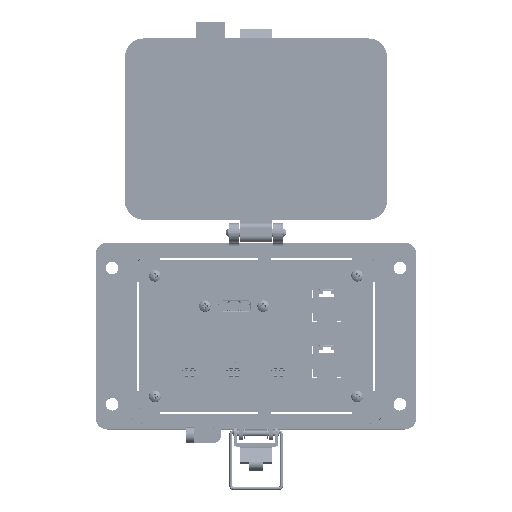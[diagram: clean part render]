
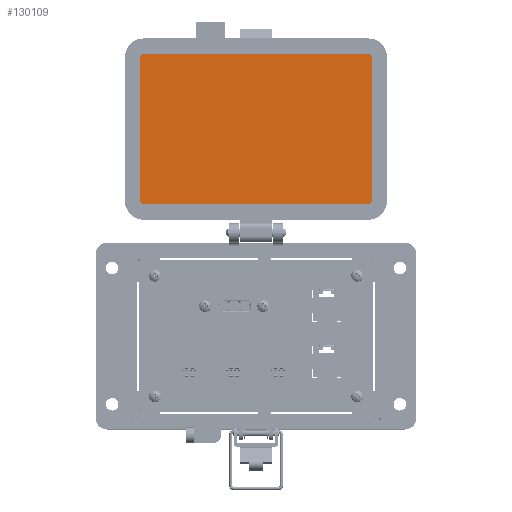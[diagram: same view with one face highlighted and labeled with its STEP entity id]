
A CAD part, top view. The second image highlights one B-rep face of the part: STEP entity #130109.
In plain terms, the highlighted planar face has unit normal (0, 0, 1).
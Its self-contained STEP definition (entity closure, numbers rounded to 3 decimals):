
#1697 = VERTEX_POINT ( 'NONE', #85997 ) ;
#2516 = EDGE_CURVE ( 'NONE', #46364, #113267, #82427, .T. ) ;
#4390 = CARTESIAN_POINT ( 'NONE',  ( 59.502, 143.334, 8.694 ) ) ;
#8227 = ORIENTED_EDGE ( 'NONE', *, *, #92306, .F. ) ;
#8453 = CARTESIAN_POINT ( 'NONE',  ( 59.502, 69.55, 8.694 ) ) ;
#9308 = CARTESIAN_POINT ( 'NONE',  ( -30.745, 145.119, 8.694 ) ) ;
#9686 = EDGE_CURVE ( 'NONE', #122873, #1697, #65146, .T. ) ;
#14759 = EDGE_LOOP ( 'NONE', ( #40223, #44491, #102898, #8227, #106302, #138501, #77626, #77252 ) ) ;
#15629 = AXIS2_PLACEMENT_3D ( 'NONE', #146522, #157940, #85524 ) ;
#20766 = CARTESIAN_POINT ( 'NONE',  ( -59.505, 69.55, 8.694 ) ) ;
#28492 = EDGE_CURVE ( 'NONE', #113267, #36290, #159597, .T. ) ;
#36290 = VERTEX_POINT ( 'NONE', #144843 ) ;
#40223 = ORIENTED_EDGE ( 'NONE', *, *, #158370, .F. ) ;
#41230 = DIRECTION ( 'NONE',  ( 0., 0., -1. ) ) ;
#42496 = LINE ( 'NONE', #68531, #117222 ) ;
#44491 = ORIENTED_EDGE ( 'NONE', *, *, #122378, .F. ) ;
#46364 = VERTEX_POINT ( 'NONE', #4390 ) ;
#52163 = EDGE_CURVE ( 'NONE', #141296, #62025, #157351, .T. ) ;
#55522 = DIRECTION ( 'NONE',  ( 0., 1., 0. ) ) ;
#57448 = CARTESIAN_POINT ( 'NONE',  ( -59.505, 143.334, 8.694 ) ) ;
#62025 = VERTEX_POINT ( 'NONE', #20766 ) ;
#65146 = LINE ( 'NONE', #114764, #70256 ) ;
#68531 = CARTESIAN_POINT ( 'NONE',  ( -57.72, 67.765, 8.694 ) ) ;
#70256 = VECTOR ( 'NONE', #78132, 1000. ) ;
#73978 = DIRECTION ( 'NONE',  ( 0., -1., 0. ) ) ;
#74224 = AXIS2_PLACEMENT_3D ( 'NONE', #122032, #109827, #73978 ) ;
#74288 = PLANE ( 'NONE',  #112749 ) ;
#75288 = CIRCLE ( 'NONE', #15629, 1.785 ) ;
#77252 = ORIENTED_EDGE ( 'NONE', *, *, #9686, .F. ) ;
#77626 = ORIENTED_EDGE ( 'NONE', *, *, #122499, .F. ) ;
#78132 = DIRECTION ( 'NONE',  ( 1., 0., 0. ) ) ;
#78611 = CARTESIAN_POINT ( 'NONE',  ( 57.717, 69.55, 8.694 ) ) ;
#79095 = LINE ( 'NONE', #116562, #140071 ) ;
#82427 = LINE ( 'NONE', #8453, #126020 ) ;
#85066 = CIRCLE ( 'NONE', #131891, 1.785 ) ;
#85524 = DIRECTION ( 'NONE',  ( 0., -1., 0. ) ) ;
#85997 = CARTESIAN_POINT ( 'NONE',  ( 57.717, 145.119, 8.694 ) ) ;
#90827 = DIRECTION ( 'NONE',  ( 0., -1., 0. ) ) ;
#92306 = EDGE_CURVE ( 'NONE', #36290, #141296, #42496, .T. ) ;
#102898 = ORIENTED_EDGE ( 'NONE', *, *, #52163, .F. ) ;
#105434 = DIRECTION ( 'NONE',  ( 0., -1., 0. ) ) ;
#106302 = ORIENTED_EDGE ( 'NONE', *, *, #28492, .F. ) ;
#107049 = CARTESIAN_POINT ( 'NONE',  ( -57.72, 143.334, 8.694 ) ) ;
#109344 = DIRECTION ( 'NONE',  ( 0., 0., 1. ) ) ;
#109758 = CARTESIAN_POINT ( 'NONE',  ( -57.72, 145.119, 8.694 ) ) ;
#109827 = DIRECTION ( 'NONE',  ( 0., 0., -1. ) ) ;
#112749 = AXIS2_PLACEMENT_3D ( 'NONE', #9308, #109344, #123927 ) ;
#113267 = VERTEX_POINT ( 'NONE', #155776 ) ;
#114764 = CARTESIAN_POINT ( 'NONE',  ( 57.717, 145.119, 8.694 ) ) ;
#116562 = CARTESIAN_POINT ( 'NONE',  ( -59.505, 143.334, 8.694 ) ) ;
#117222 = VECTOR ( 'NONE', #131149, 1000. ) ;
#117480 = DIRECTION ( 'NONE',  ( 0., -1., 0. ) ) ;
#120726 = FACE_OUTER_BOUND ( 'NONE', #14759, .T. ) ;
#122032 = CARTESIAN_POINT ( 'NONE',  ( -57.72, 69.55, 8.694 ) ) ;
#122378 = EDGE_CURVE ( 'NONE', #62025, #138100, #79095, .T. ) ;
#122499 = EDGE_CURVE ( 'NONE', #1697, #46364, #75288, .T. ) ;
#122873 = VERTEX_POINT ( 'NONE', #109758 ) ;
#123927 = DIRECTION ( 'NONE',  ( 0., -1., 0. ) ) ;
#124608 = CARTESIAN_POINT ( 'NONE',  ( -57.72, 67.765, 8.694 ) ) ;
#126020 = VECTOR ( 'NONE', #117480, 1000. ) ;
#129048 = DIRECTION ( 'NONE',  ( 0., 0., -1. ) ) ;
#130109 = ADVANCED_FACE ( 'NONE', ( #120726 ), #74288, .T. ) ;
#131149 = DIRECTION ( 'NONE',  ( -1., 0., 0. ) ) ;
#131891 = AXIS2_PLACEMENT_3D ( 'NONE', #107049, #129048, #105434 ) ;
#133735 = AXIS2_PLACEMENT_3D ( 'NONE', #78611, #41230, #90827 ) ;
#138100 = VERTEX_POINT ( 'NONE', #57448 ) ;
#138501 = ORIENTED_EDGE ( 'NONE', *, *, #2516, .F. ) ;
#140071 = VECTOR ( 'NONE', #55522, 1000. ) ;
#141296 = VERTEX_POINT ( 'NONE', #124608 ) ;
#144843 = CARTESIAN_POINT ( 'NONE',  ( 57.717, 67.765, 8.694 ) ) ;
#146522 = CARTESIAN_POINT ( 'NONE',  ( 57.717, 143.334, 8.694 ) ) ;
#155776 = CARTESIAN_POINT ( 'NONE',  ( 59.502, 69.55, 8.694 ) ) ;
#157351 = CIRCLE ( 'NONE', #74224, 1.785 ) ;
#157940 = DIRECTION ( 'NONE',  ( 0., 0., -1. ) ) ;
#158370 = EDGE_CURVE ( 'NONE', #138100, #122873, #85066, .T. ) ;
#159597 = CIRCLE ( 'NONE', #133735, 1.785 ) ;
